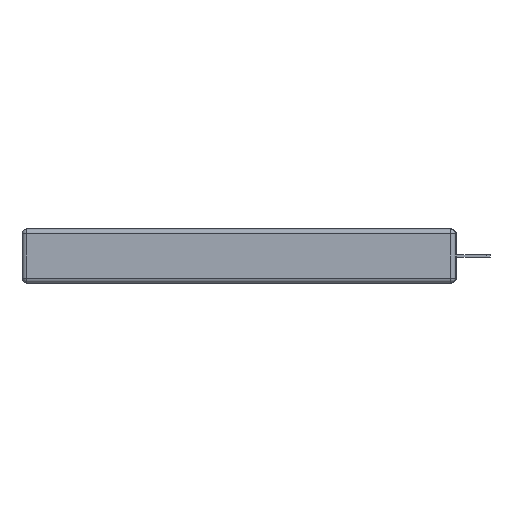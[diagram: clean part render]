
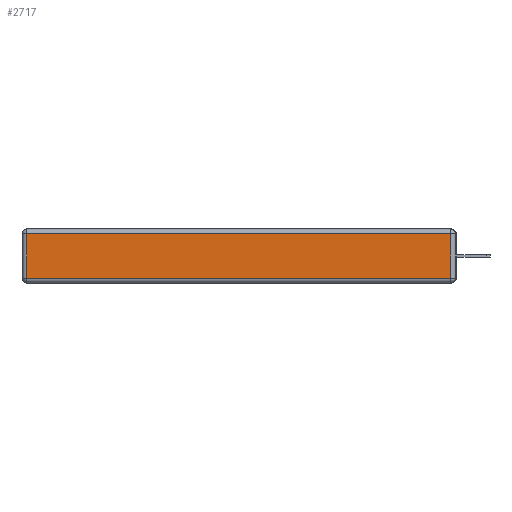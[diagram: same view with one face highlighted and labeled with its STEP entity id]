
A CAD part, left-side view. The second image highlights one B-rep face of the part: STEP entity #2717.
In plain terms, the highlighted planar face has unit normal (-1, 0, 0).
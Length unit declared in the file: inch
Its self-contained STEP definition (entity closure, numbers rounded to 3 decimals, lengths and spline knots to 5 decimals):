
#2243 = VERTEX_POINT ( 'NONE', #18698 ) ;
#2717 = ADVANCED_FACE ( 'NONE', ( #6177 ), #17353, .T. ) ;
#2991 = VECTOR ( 'NONE', #18239, 39.37008 ) ;
#3334 = CARTESIAN_POINT ( 'NONE',  ( 0., 2.72, -0.343 ) ) ;
#3899 = CARTESIAN_POINT ( 'NONE',  ( 0., 2.75, -0.03 ) ) ;
#3906 = VERTEX_POINT ( 'NONE', #14676 ) ;
#4428 = VERTEX_POINT ( 'NONE', #14299 ) ;
#6177 = FACE_OUTER_BOUND ( 'NONE', #22920, .T. ) ;
#6295 = ORIENTED_EDGE ( 'NONE', *, *, #19960, .T. ) ;
#6647 = LINE ( 'NONE', #23115, #21925 ) ;
#9654 = CARTESIAN_POINT ( 'NONE',  ( 0., 0., -0.343 ) ) ;
#9925 = DIRECTION ( 'NONE',  ( 0., 0., 1. ) ) ;
#10463 = ORIENTED_EDGE ( 'NONE', *, *, #19668, .T. ) ;
#10508 = CARTESIAN_POINT ( 'NONE',  ( 0., 0.03, -0.343 ) ) ;
#10524 = DIRECTION ( 'NONE',  ( -1., 0., 0. ) ) ;
#11144 = ORIENTED_EDGE ( 'NONE', *, *, #20630, .T. ) ;
#11443 = LINE ( 'NONE', #3899, #16005 ) ;
#13351 = LINE ( 'NONE', #10508, #2991 ) ;
#14299 = CARTESIAN_POINT ( 'NONE',  ( 0., 2.72, -0.03 ) ) ;
#14676 = CARTESIAN_POINT ( 'NONE',  ( 0., 0.03, -0.313 ) ) ;
#15502 = DIRECTION ( 'NONE',  ( 0., 1., 0. ) ) ;
#16005 = VECTOR ( 'NONE', #15502, 39.37008 ) ;
#16501 = CARTESIAN_POINT ( 'NONE',  ( 0., 0.03, -0.03 ) ) ;
#16918 = VECTOR ( 'NONE', #20681, 39.37008 ) ;
#17353 = PLANE ( 'NONE',  #23941 ) ;
#18239 = DIRECTION ( 'NONE',  ( 0., 0., 1. ) ) ;
#18698 = CARTESIAN_POINT ( 'NONE',  ( 0., 2.72, -0.313 ) ) ;
#19668 = EDGE_CURVE ( 'NONE', #3906, #19715, #13351, .T. ) ;
#19715 = VERTEX_POINT ( 'NONE', #16501 ) ;
#19960 = EDGE_CURVE ( 'NONE', #2243, #3906, #6647, .T. ) ;
#20348 = EDGE_CURVE ( 'NONE', #4428, #2243, #21905, .T. ) ;
#20630 = EDGE_CURVE ( 'NONE', #19715, #4428, #11443, .T. ) ;
#20681 = DIRECTION ( 'NONE',  ( 0., 0., -1. ) ) ;
#21774 = ORIENTED_EDGE ( 'NONE', *, *, #20348, .T. ) ;
#21905 = LINE ( 'NONE', #3334, #16918 ) ;
#21925 = VECTOR ( 'NONE', #25007, 39.37008 ) ;
#22920 = EDGE_LOOP ( 'NONE', ( #6295, #10463, #11144, #21774 ) ) ;
#23115 = CARTESIAN_POINT ( 'NONE',  ( 0., 0., -0.313 ) ) ;
#23941 = AXIS2_PLACEMENT_3D ( 'NONE', #9654, #10524, #9925 ) ;
#25007 = DIRECTION ( 'NONE',  ( 0., -1., 0. ) ) ;
